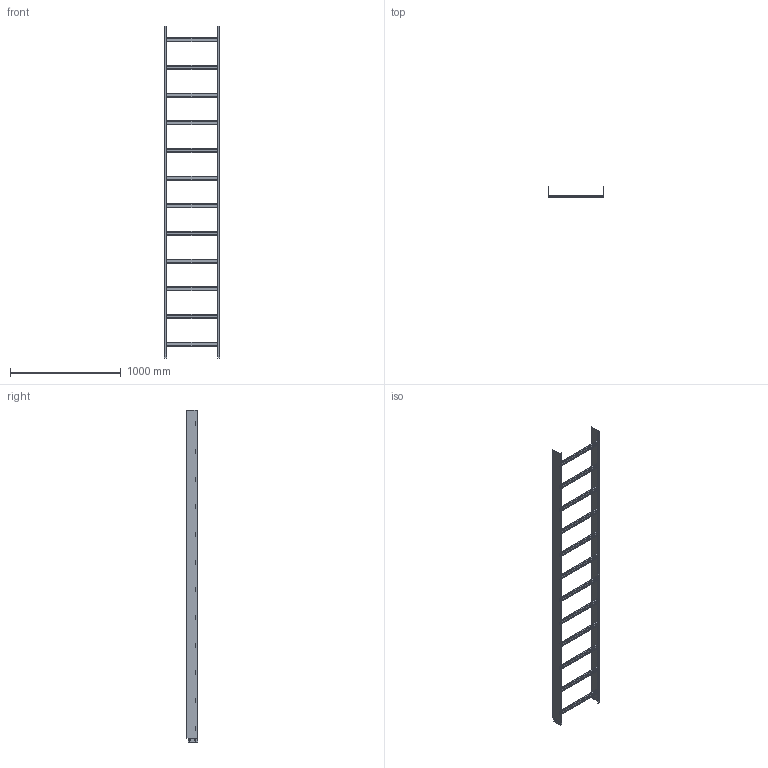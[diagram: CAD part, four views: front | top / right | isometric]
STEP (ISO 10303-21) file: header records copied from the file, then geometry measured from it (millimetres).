
FILE_DESCRIPTION (( 'STEP AP203' ), '1' );
FILE_NAME ('Ëåñòíè÷íûé ëîòîê_LL1050.STEP', '2012-12-17T13:42:10', ( 'Àñååâ' ), ( '' ), 'SwSTEP 2.0', 'SolidWorks 2012', '' );
FILE_SCHEMA (( 'CONFIG_CONTROL_DESIGN' ));
Length unit declared in the file: millimetre
Products named in the file (1): 隋耱龛黜 腩蝾阓LL1050
Bounding box: 503 x 101.5 x 3000 mm (x, y, z)
Volume: 1478746 mm3; surface area: 2397592.6 mm2
Topology: 1 solids, 1 shells, 334 faces, 1088 edges, 686 vertices
Faces by surface type: plane 314, cylinder 16, cone 4
Entity records: 11793 total; most frequent: ORIENTED_EDGE 2176, CARTESIAN_POINT 2109, DIRECTION 1790, EDGE_CURVE 1088, LINE 1056, VECTOR 1056, VERTEX_POINT 686, AXIS2_PLACEMENT_3D 367
